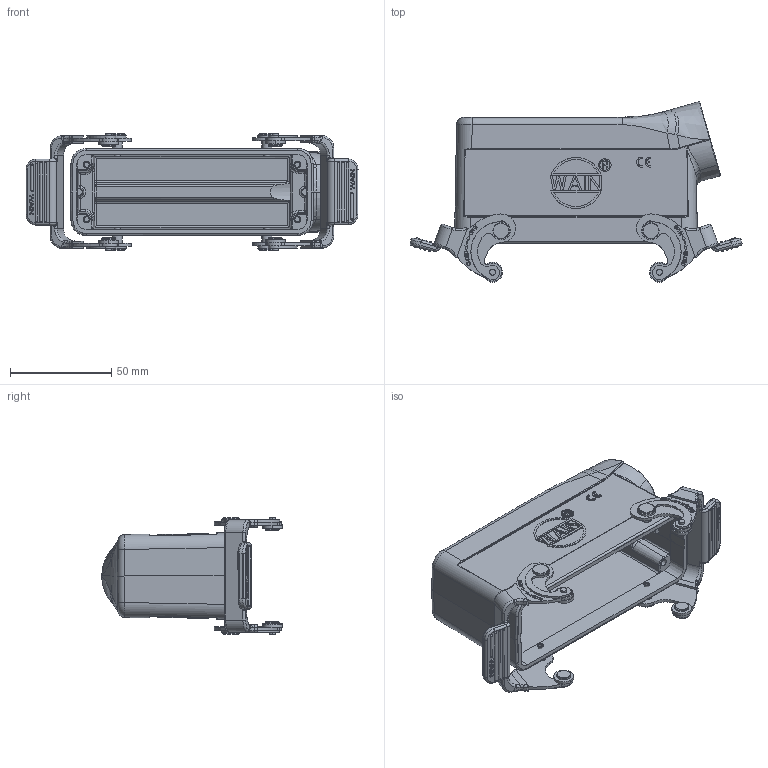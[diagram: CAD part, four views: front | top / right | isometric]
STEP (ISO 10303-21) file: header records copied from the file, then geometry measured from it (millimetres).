
FILE_DESCRIPTION(/* description */ (''),/* implementation_level */ '2;1');
FILE_NAME(/* name */ '32.stp',/* time_stamp */ '2023-11-30T12:26:14+08:00',/* author */ (''),/* organization */ (''),/* preprocessor_version */ 'ST-DEVELOPER v18.1',/* originating_system */ 'SIEMENS PLM Software NX 1980',/* authorisation */ '');
FILE_SCHEMA (('AP203_CONFIGURATION_CONTROLLED_3D_DESIGN_OF_MECHANICAL_PARTS_AND_ASSEMBLIES_MIM_LF { 1 0 10303 403 2 1 2}'));
Products named in the file (1): _model1_stp
Bounding box: 163.9 x 89.1 x 57.5 mm (x, y, z)
Volume: 94187.3 mm3; surface area: 70937.7 mm2
Topology: 11 solids, 12 shells, 1855 faces, 4799 edges, 3077 vertices
Faces by surface type: plane 887, cylinder 567, torus 125, extrusion 86, bspline 77, cone 67, sphere 46
Full cylindrical faces by diameter (mm): 3.5 x4, 4.99 x2, 6.1 x2, 24 x1, 26.9 x1
Entity records: 64274 total; most frequent: CARTESIAN_POINT 21512, ORIENTED_EDGE 9408, DIRECTION 7723, EDGE_CURVE 4704, VERTEX_POINT 3048, VECTOR 2579, AXIS2_PLACEMENT_3D 2572, LINE 2493
